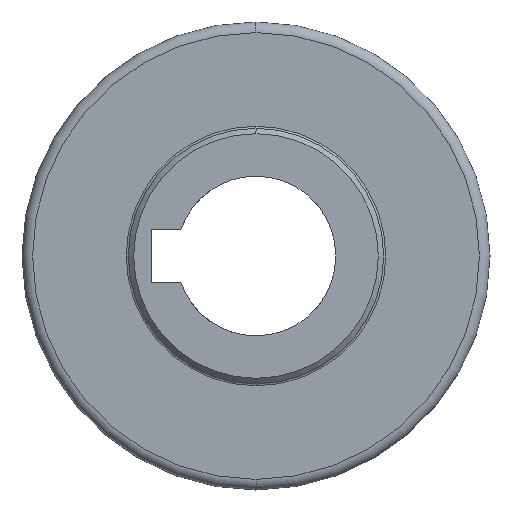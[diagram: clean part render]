
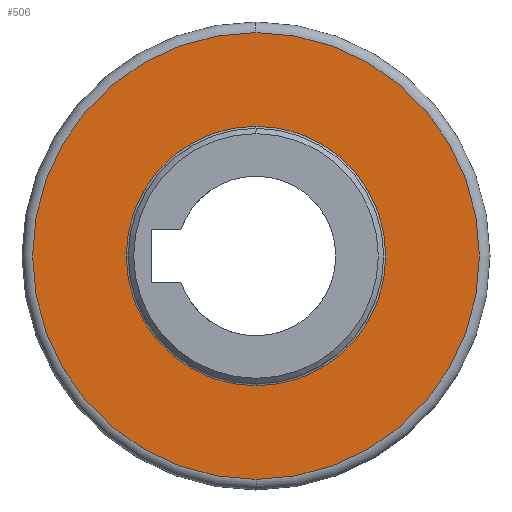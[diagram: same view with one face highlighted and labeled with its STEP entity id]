
A CAD part, left-side view. The second image highlights one B-rep face of the part: STEP entity #506.
In plain terms, the highlighted planar face has unit normal (-1, 0, 0).
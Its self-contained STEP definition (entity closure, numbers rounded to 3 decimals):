
#21 = EDGE_CURVE ( 'NONE', #1564, #1288, #406, .T. ) ;
#76 = ORIENTED_EDGE ( 'NONE', *, *, #842, .T. ) ;
#77 = CARTESIAN_POINT ( 'NONE',  ( 0., 0., 0. ) ) ;
#78 = CARTESIAN_POINT ( 'NONE',  ( 0., 0., -12.2 ) ) ;
#166 = AXIS2_PLACEMENT_3D ( 'NONE', #231, #1405, #1269 ) ;
#208 = CIRCLE ( 'NONE', #1640, 21. ) ;
#214 = CARTESIAN_POINT ( 'NONE',  ( 0., 0., 0. ) ) ;
#231 = CARTESIAN_POINT ( 'NONE',  ( 0., 0., -12. ) ) ;
#297 = CARTESIAN_POINT ( 'NONE',  ( 0., 0., 21. ) ) ;
#328 = VERTEX_POINT ( 'NONE', #297 ) ;
#346 = ORIENTED_EDGE ( 'NONE', *, *, #1187, .T. ) ;
#406 = CIRCLE ( 'NONE', #758, 12.2 ) ;
#457 = DIRECTION ( 'NONE',  ( 0., 0., -1. ) ) ;
#503 = DIRECTION ( 'NONE',  ( 1., 0., 0. ) ) ;
#506 = ADVANCED_FACE ( 'NONE', ( #1396, #1665 ), #618, .F. ) ;
#618 = PLANE ( 'NONE',  #166 ) ;
#649 = AXIS2_PLACEMENT_3D ( 'NONE', #77, #1074, #457 ) ;
#654 = VERTEX_POINT ( 'NONE', #792 ) ;
#707 = DIRECTION ( 'NONE',  ( 1., 0., 0. ) ) ;
#713 = AXIS2_PLACEMENT_3D ( 'NONE', #214, #503, #847 ) ;
#758 = AXIS2_PLACEMENT_3D ( 'NONE', #958, #707, #1514 ) ;
#764 = ORIENTED_EDGE ( 'NONE', *, *, #1417, .T. ) ;
#792 = CARTESIAN_POINT ( 'NONE',  ( 0., 0., -21. ) ) ;
#842 = EDGE_CURVE ( 'NONE', #328, #654, #1027, .T. ) ;
#847 = DIRECTION ( 'NONE',  ( 0., 0., -1. ) ) ;
#903 = DIRECTION ( 'NONE',  ( 0., 0., -1. ) ) ;
#958 = CARTESIAN_POINT ( 'NONE',  ( 0., 0., 0. ) ) ;
#1023 = ORIENTED_EDGE ( 'NONE', *, *, #21, .T. ) ;
#1027 = CIRCLE ( 'NONE', #649, 21. ) ;
#1074 = DIRECTION ( 'NONE',  ( -1., 0., 0. ) ) ;
#1187 = EDGE_CURVE ( 'NONE', #1288, #1564, #1511, .T. ) ;
#1269 = DIRECTION ( 'NONE',  ( 0., 0., -1. ) ) ;
#1288 = VERTEX_POINT ( 'NONE', #1631 ) ;
#1391 = CARTESIAN_POINT ( 'NONE',  ( 0., 0., 0. ) ) ;
#1396 = FACE_OUTER_BOUND ( 'NONE', #1545, .T. ) ;
#1405 = DIRECTION ( 'NONE',  ( 1., 0., 0. ) ) ;
#1417 = EDGE_CURVE ( 'NONE', #654, #328, #208, .T. ) ;
#1449 = EDGE_LOOP ( 'NONE', ( #1023, #346 ) ) ;
#1511 = CIRCLE ( 'NONE', #713, 12.2 ) ;
#1514 = DIRECTION ( 'NONE',  ( 0., 0., -1. ) ) ;
#1545 = EDGE_LOOP ( 'NONE', ( #764, #76 ) ) ;
#1564 = VERTEX_POINT ( 'NONE', #78 ) ;
#1631 = CARTESIAN_POINT ( 'NONE',  ( 0., 0., 12.2 ) ) ;
#1640 = AXIS2_PLACEMENT_3D ( 'NONE', #1391, #1647, #903 ) ;
#1647 = DIRECTION ( 'NONE',  ( -1., 0., 0. ) ) ;
#1665 = FACE_BOUND ( 'NONE', #1449, .T. ) ;
